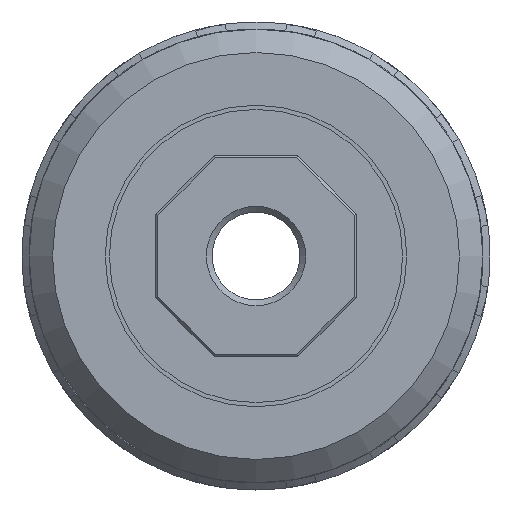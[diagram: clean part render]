
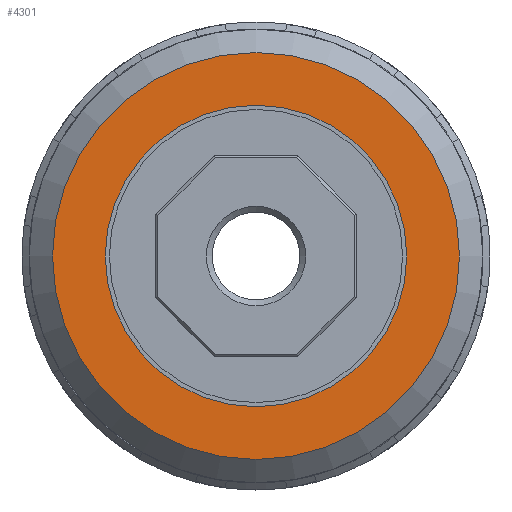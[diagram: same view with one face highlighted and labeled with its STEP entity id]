
A CAD part, front view. The second image highlights one B-rep face of the part: STEP entity #4301.
In plain terms, the highlighted face is planar.
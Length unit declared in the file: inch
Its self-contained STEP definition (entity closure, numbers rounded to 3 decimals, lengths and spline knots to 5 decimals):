
#2372=CARTESIAN_POINT('',(10.76433,-7.95644,1.35076));
#2373=VERTEX_POINT('',#2372);
#2374=CARTESIAN_POINT('',(9.02933,-7.95644,1.35076));
#2375=DIRECTION('',(0.0,0.0,1.0));
#2376=DIRECTION('',(-1.0,0.0,0.0));
#2377=AXIS2_PLACEMENT_3D('',#2374,#2375,#2376);
#2378=CIRCLE('',#2377,1.735);
#2379=EDGE_CURVE('',#2373,#2373,#2378,.T.);
#2400=CARTESIAN_POINT('',(10.31433,-7.95644,1.35076));
#2401=VERTEX_POINT('',#2400);
#2402=CARTESIAN_POINT('',(9.02933,-7.95644,1.35076));
#2403=DIRECTION('',(0.0,0.0,1.0));
#2404=DIRECTION('',(-1.0,0.0,0.0));
#2405=AXIS2_PLACEMENT_3D('',#2402,#2403,#2404);
#2406=CIRCLE('',#2405,1.285);
#2407=EDGE_CURVE('',#2401,#2401,#2406,.T.);
#4290=CARTESIAN_POINT('',(9.02933,-6.22144,1.35076));
#4291=DIRECTION('',(0.0,0.0,-1.0));
#4292=DIRECTION('',(-1.0,0.0,0.0));
#4293=AXIS2_PLACEMENT_3D('',#4290,#4291,#4292);
#4294=PLANE('',#4293);
#4295=ORIENTED_EDGE('',*,*,#2379,.F.);
#4296=EDGE_LOOP('',(#4295));
#4297=FACE_OUTER_BOUND('',#4296,.T.);
#4298=ORIENTED_EDGE('',*,*,#2407,.T.);
#4299=EDGE_LOOP('',(#4298));
#4300=FACE_BOUND('',#4299,.T.);
#4301=ADVANCED_FACE('',(#4297,#4300),#4294,.T.);
